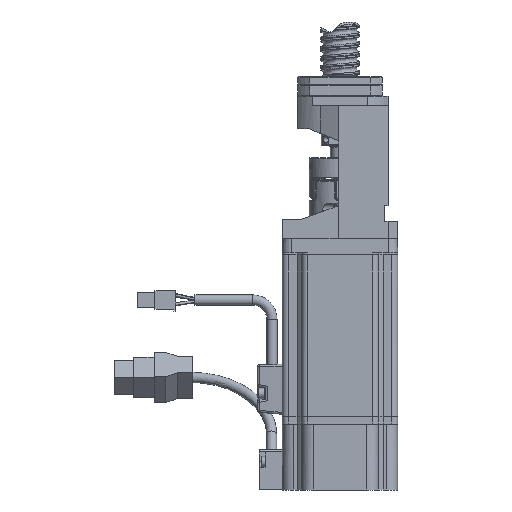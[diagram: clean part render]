
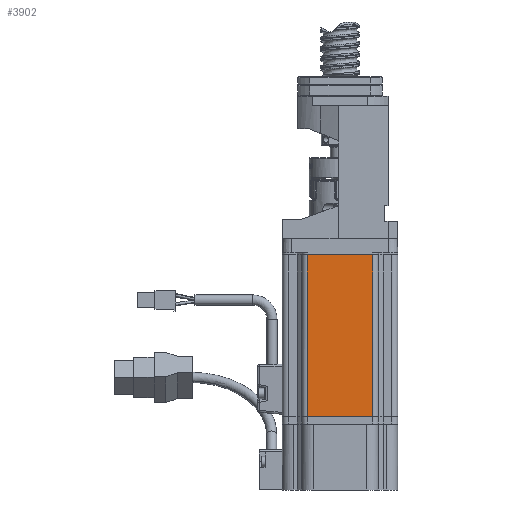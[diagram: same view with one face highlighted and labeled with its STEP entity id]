
A CAD part, left-side view. The second image highlights one B-rep face of the part: STEP entity #3902.
In plain terms, the highlighted face is planar.
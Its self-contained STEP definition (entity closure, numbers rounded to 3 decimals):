
#3816=CARTESIAN_POINT('',(30.,38.85,-16.981));
#3817=VERTEX_POINT('',#3816);
#3855=CARTESIAN_POINT('',(30.,38.85,16.981));
#3856=VERTEX_POINT('',#3855);
#3863=CARTESIAN_POINT('',(30.,38.85,-12345.));
#3864=DIRECTION('',(-0.,-0.,1.));
#3865=VECTOR('',#3864,24690.);
#3866=LINE('',#3863,#3865);
#3867=EDGE_CURVE('',#3817,#3856,#3866,.T.);
#3872=CARTESIAN_POINT('',(30.,-3.25,0.));
#3873=DIRECTION('',(1.,0.,0.));
#3874=DIRECTION('',(0.,0.,-1.));
#3875=AXIS2_PLACEMENT_3D('',#3872,#3873,#3874);
#3876=PLANE('',#3875);
#3877=CARTESIAN_POINT('',(30.,-45.35,17.));
#3878=VERTEX_POINT('',#3877);
#3879=CARTESIAN_POINT('',(30.,12385.534,17.));
#3880=DIRECTION('',(0.,-1.,0.));
#3881=VECTOR('',#3880,24690.);
#3882=LINE('',#3879,#3881);
#3883=EDGE_CURVE('',#3856,#3878,#3882,.T.);
#3884=ORIENTED_EDGE('',*,*,#3883,.T.);
#3885=CARTESIAN_POINT('',(30.,-45.35,-17.));
#3886=VERTEX_POINT('',#3885);
#3887=CARTESIAN_POINT('',(30.,-45.35,12345.));
#3888=DIRECTION('',(0.,0.,-1.));
#3889=VECTOR('',#3888,24690.);
#3890=LINE('',#3887,#3889);
#3891=EDGE_CURVE('',#3878,#3886,#3890,.T.);
#3892=ORIENTED_EDGE('',*,*,#3891,.T.);
#3893=CARTESIAN_POINT('',(30.,-12392.034,-17.));
#3894=DIRECTION('',(0.,1.,0.));
#3895=VECTOR('',#3894,24690.);
#3896=LINE('',#3893,#3895);
#3897=EDGE_CURVE('',#3886,#3817,#3896,.T.);
#3898=ORIENTED_EDGE('',*,*,#3897,.T.);
#3899=ORIENTED_EDGE('',*,*,#3867,.T.);
#3900=EDGE_LOOP('',(#3884,#3892,#3898,#3899));
#3901=FACE_BOUND('',#3900,.T.);
#3902=ADVANCED_FACE('',(#3901),#3876,.T.);
